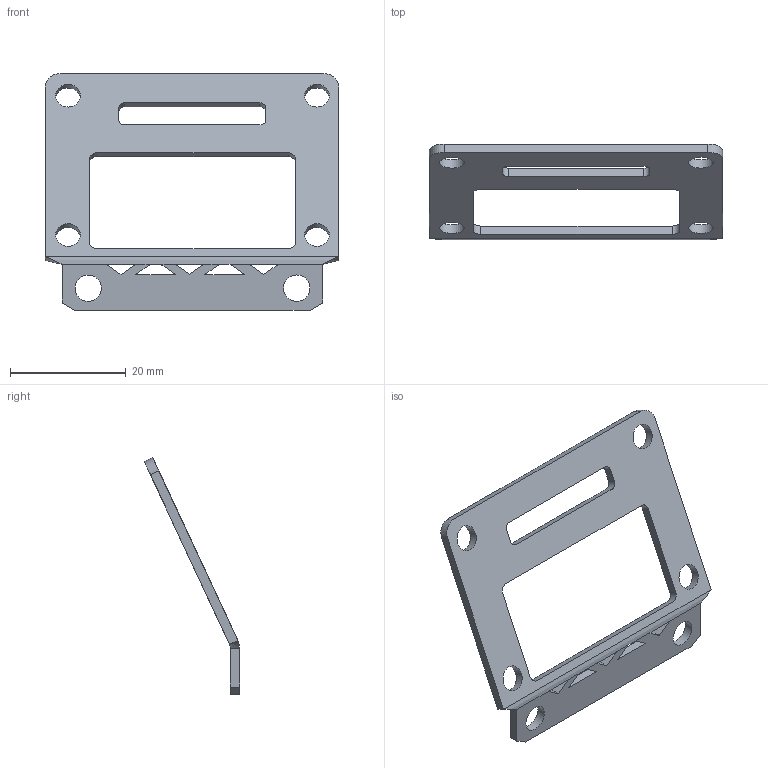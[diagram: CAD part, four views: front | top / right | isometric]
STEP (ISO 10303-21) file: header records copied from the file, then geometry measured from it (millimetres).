
FILE_DESCRIPTION(/* description */ (''),/* implementation_level */ '2;1');
FILE_NAME(/* name */ 'Holder.step',/* time_stamp */ '2025-10-26T00:41:46-06:00',/* author */ (''),/* organization */ (''),/* preprocessor_version */ 'ST-DEVELOPER v20.1',/* originating_system */ 'Autodesk Translation Framework v14.17.0.0',/* authorisation */ '');
FILE_SCHEMA (('AUTOMOTIVE_DESIGN { 1 0 10303 214 3 1 1 }'));
Length unit declared in the file: inch
Products named in the file (1): FusionComponent
Bounding box: 50.68 x 16.47 x 40.88 mm (x, y, z)
Volume: 2052.6 mm3; surface area: 3367.1 mm2
Topology: 1 solids, 1 shells, 57 faces, 167 edges, 102 vertices
Faces by surface type: plane 37, cylinder 18, bspline 2
Full cylindrical faces by diameter (mm): 4.318 x4, 4.54 x1, 4.563 x1
Entity records: 1971 total; most frequent: CARTESIAN_POINT 369, ORIENTED_EDGE 334, DIRECTION 307, EDGE_CURVE 167, LINE 131, VECTOR 131, VERTEX_POINT 102, AXIS2_PLACEMENT_3D 88
